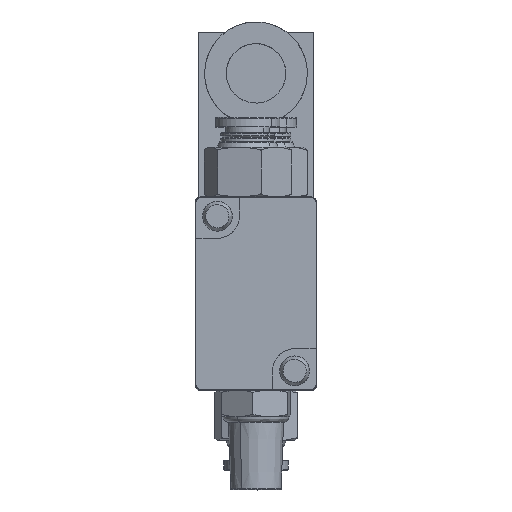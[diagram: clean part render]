
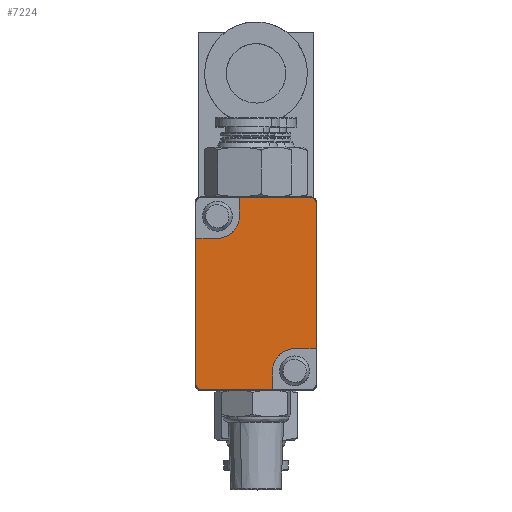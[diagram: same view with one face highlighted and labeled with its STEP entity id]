
A CAD part, top view. The second image highlights one B-rep face of the part: STEP entity #7224.
In plain terms, the highlighted planar face has unit normal (0, 0, 1).
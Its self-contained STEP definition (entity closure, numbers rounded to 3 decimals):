
#6520=CARTESIAN_POINT('Vertex',(9.9,17.4,31.7)) ;
#6524=CARTESIAN_POINT('Control Point',(10.9,16.4,31.7)) ;
#6525=CARTESIAN_POINT('Control Point',(10.9,16.793,31.7)) ;
#6526=CARTESIAN_POINT('Control Point',(10.69,17.19,31.7)) ;
#6527=CARTESIAN_POINT('Control Point',(10.293,17.4,31.7)) ;
#6528=CARTESIAN_POINT('Control Point',(9.9,17.4,31.7)) ;
#6529=CARTESIAN_POINT('Vertex',(10.9,16.4,31.7)) ;
#6549=CARTESIAN_POINT('Line Origine',(10.9,3.2,31.7)) ;
#6553=CARTESIAN_POINT('Vertex',(10.9,-10.,31.7)) ;
#6626=CARTESIAN_POINT('Vertex',(3.,-17.4,31.7)) ;
#6629=CARTESIAN_POINT('Line Origine',(-3.45,-17.4,31.7)) ;
#6633=CARTESIAN_POINT('Vertex',(-9.9,-17.4,31.7)) ;
#6655=CARTESIAN_POINT('Axis2P3D Location',(-9.9,-16.4,31.7)) ;
#6659=CARTESIAN_POINT('Vertex',(-10.9,-16.4,31.7)) ;
#6679=CARTESIAN_POINT('Line Origine',(-10.9,-3.2,31.7)) ;
#6683=CARTESIAN_POINT('Vertex',(-10.9,10.,31.7)) ;
#6754=CARTESIAN_POINT('Vertex',(-3.,17.4,31.7)) ;
#6757=CARTESIAN_POINT('Line Origine',(3.45,17.4,31.7)) ;
#7143=CARTESIAN_POINT('Axis2P3D Location',(0.,0.,31.7)) ;
#7148=CARTESIAN_POINT('Line Origine',(-3.,15.7,31.7)) ;
#7152=CARTESIAN_POINT('Vertex',(-3.,14.,31.7)) ;
#7156=CARTESIAN_POINT('Control Point',(-3.,14.,31.7)) ;
#7157=CARTESIAN_POINT('Control Point',(-3.,13.608,31.7)) ;
#7158=CARTESIAN_POINT('Control Point',(-3.048,13.216,31.7)) ;
#7159=CARTESIAN_POINT('Control Point',(-3.144,12.832,31.7)) ;
#7160=CARTESIAN_POINT('Control Point',(-3.428,12.095,31.7)) ;
#7161=CARTESIAN_POINT('Control Point',(-3.882,11.449,31.7)) ;
#7162=CARTESIAN_POINT('Control Point',(-4.147,11.155,31.7)) ;
#7163=CARTESIAN_POINT('Control Point',(-4.744,10.639,31.7)) ;
#7164=CARTESIAN_POINT('Control Point',(-5.449,10.282,31.7)) ;
#7165=CARTESIAN_POINT('Control Point',(-5.821,10.147,31.7)) ;
#7166=CARTESIAN_POINT('Control Point',(-6.286,10.042,31.7)) ;
#7167=CARTESIAN_POINT('Control Point',(-6.757,10.006,31.7)) ;
#7168=CARTESIAN_POINT('Control Point',(-6.838,10.002,31.7)) ;
#7169=CARTESIAN_POINT('Control Point',(-6.919,10.,31.7)) ;
#7170=CARTESIAN_POINT('Control Point',(-7.,10.,31.7)) ;
#7171=CARTESIAN_POINT('Vertex',(-7.,10.,31.7)) ;
#7174=CARTESIAN_POINT('Line Origine',(-8.95,10.,31.7)) ;
#7179=CARTESIAN_POINT('Line Origine',(3.,-15.7,31.7)) ;
#7183=CARTESIAN_POINT('Vertex',(3.,-14.,31.7)) ;
#7187=CARTESIAN_POINT('Control Point',(3.,-14.,31.7)) ;
#7188=CARTESIAN_POINT('Control Point',(3.,-13.608,31.7)) ;
#7189=CARTESIAN_POINT('Control Point',(3.048,-13.216,31.7)) ;
#7190=CARTESIAN_POINT('Control Point',(3.144,-12.832,31.7)) ;
#7191=CARTESIAN_POINT('Control Point',(3.428,-12.095,31.7)) ;
#7192=CARTESIAN_POINT('Control Point',(3.882,-11.449,31.7)) ;
#7193=CARTESIAN_POINT('Control Point',(4.147,-11.155,31.7)) ;
#7194=CARTESIAN_POINT('Control Point',(4.744,-10.639,31.7)) ;
#7195=CARTESIAN_POINT('Control Point',(5.449,-10.282,31.7)) ;
#7196=CARTESIAN_POINT('Control Point',(5.821,-10.147,31.7)) ;
#7197=CARTESIAN_POINT('Control Point',(6.286,-10.042,31.7)) ;
#7198=CARTESIAN_POINT('Control Point',(6.757,-10.006,31.7)) ;
#7199=CARTESIAN_POINT('Control Point',(6.838,-10.002,31.7)) ;
#7200=CARTESIAN_POINT('Control Point',(6.919,-10.,31.7)) ;
#7201=CARTESIAN_POINT('Control Point',(7.,-10.,31.7)) ;
#7202=CARTESIAN_POINT('Vertex',(7.,-10.,31.7)) ;
#7205=CARTESIAN_POINT('Line Origine',(8.95,-10.,31.7)) ;
#6550=DIRECTION('Vector Direction',(0.,-1.,0.)) ;
#6630=DIRECTION('Vector Direction',(-1.,0.,0.)) ;
#6656=DIRECTION('Axis2P3D Direction',(-0.,0.,-1.)) ;
#6680=DIRECTION('Vector Direction',(0.,1.,0.)) ;
#6758=DIRECTION('Vector Direction',(1.,0.,0.)) ;
#7144=DIRECTION('Axis2P3D Direction',(0.,0.,1.)) ;
#7145=DIRECTION('Axis2P3D XDirection',(1.,0.,-0.)) ;
#7149=DIRECTION('Vector Direction',(0.,-1.,0.)) ;
#7175=DIRECTION('Vector Direction',(-1.,0.,0.)) ;
#7180=DIRECTION('Vector Direction',(0.,1.,0.)) ;
#7206=DIRECTION('Vector Direction',(1.,0.,0.)) ;
#6657=AXIS2_PLACEMENT_3D('Circle Axis2P3D',#6655,#6656,$) ;
#7146=AXIS2_PLACEMENT_3D('Plane Axis2P3D',#7143,#7144,#7145) ;
#7211=ORIENTED_EDGE('',*,*,#6531,.T.) ;
#7212=ORIENTED_EDGE('',*,*,#6761,.F.) ;
#7213=ORIENTED_EDGE('',*,*,#7154,.T.) ;
#7214=ORIENTED_EDGE('',*,*,#7173,.T.) ;
#7215=ORIENTED_EDGE('',*,*,#7178,.T.) ;
#7216=ORIENTED_EDGE('',*,*,#6685,.F.) ;
#7217=ORIENTED_EDGE('',*,*,#6661,.T.) ;
#7218=ORIENTED_EDGE('',*,*,#6635,.F.) ;
#7219=ORIENTED_EDGE('',*,*,#7185,.T.) ;
#7220=ORIENTED_EDGE('',*,*,#7204,.T.) ;
#7221=ORIENTED_EDGE('',*,*,#7209,.T.) ;
#7222=ORIENTED_EDGE('',*,*,#6555,.F.) ;
#6551=VECTOR('Line Direction',#6550,1.) ;
#6631=VECTOR('Line Direction',#6630,1.) ;
#6681=VECTOR('Line Direction',#6680,1.) ;
#6759=VECTOR('Line Direction',#6758,1.) ;
#7150=VECTOR('Line Direction',#7149,1.) ;
#7176=VECTOR('Line Direction',#7175,1.) ;
#7181=VECTOR('Line Direction',#7180,1.) ;
#7207=VECTOR('Line Direction',#7206,1.) ;
#7224=ADVANCED_FACE('1',(#7223),#7147,.T.) ;
#6523=B_SPLINE_CURVE_WITH_KNOTS('',4,(#6524,#6525,#6526,#6527,#6528),.UNSPECIFIED.,.F.,.U.,(5,5),(-0.785,0.785),.UNSPECIFIED.) ;
#7155=B_SPLINE_CURVE_WITH_KNOTS('',5,(#7156,#7157,#7158,#7159,#7160,#7161,#7162,#7163,#7164,#7165,#7166,#7167,#7168,#7169,#7170),.UNSPECIFIED.,.F.,.U.,(6,3,3,3,6),(0.,2.771,5.543,8.314,8.886),.UNSPECIFIED.) ;
#7186=B_SPLINE_CURVE_WITH_KNOTS('',5,(#7187,#7188,#7189,#7190,#7191,#7192,#7193,#7194,#7195,#7196,#7197,#7198,#7199,#7200,#7201),.UNSPECIFIED.,.F.,.U.,(6,3,3,3,6),(0.,2.771,5.543,8.314,8.886),.UNSPECIFIED.) ;
#6658=CIRCLE('generated circle',#6657,1.) ;
#6531=EDGE_CURVE('',#6530,#6521,#6523,.T.) ;
#6555=EDGE_CURVE('',#6530,#6554,#6552,.T.) ;
#6635=EDGE_CURVE('',#6627,#6634,#6632,.T.) ;
#6661=EDGE_CURVE('',#6660,#6634,#6658,.F.) ;
#6685=EDGE_CURVE('',#6660,#6684,#6682,.T.) ;
#6761=EDGE_CURVE('',#6755,#6521,#6760,.T.) ;
#7154=EDGE_CURVE('',#6755,#7153,#7151,.T.) ;
#7173=EDGE_CURVE('',#7153,#7172,#7155,.T.) ;
#7178=EDGE_CURVE('',#7172,#6684,#7177,.T.) ;
#7185=EDGE_CURVE('',#6627,#7184,#7182,.T.) ;
#7204=EDGE_CURVE('',#7184,#7203,#7186,.T.) ;
#7209=EDGE_CURVE('',#7203,#6554,#7208,.T.) ;
#7210=EDGE_LOOP('',(#7211,#7212,#7213,#7214,#7215,#7216,#7217,#7218,#7219,#7220,#7221,#7222)) ;
#7223=FACE_OUTER_BOUND('',#7210,.T.) ;
#6552=LINE('Line',#6549,#6551) ;
#6632=LINE('Line',#6629,#6631) ;
#6682=LINE('Line',#6679,#6681) ;
#6760=LINE('Line',#6757,#6759) ;
#7151=LINE('Line',#7148,#7150) ;
#7177=LINE('Line',#7174,#7176) ;
#7182=LINE('Line',#7179,#7181) ;
#7208=LINE('Line',#7205,#7207) ;
#7147=PLANE('',#7146) ;
#6521=VERTEX_POINT('',#6520) ;
#6530=VERTEX_POINT('',#6529) ;
#6554=VERTEX_POINT('',#6553) ;
#6627=VERTEX_POINT('',#6626) ;
#6634=VERTEX_POINT('',#6633) ;
#6660=VERTEX_POINT('',#6659) ;
#6684=VERTEX_POINT('',#6683) ;
#6755=VERTEX_POINT('',#6754) ;
#7153=VERTEX_POINT('',#7152) ;
#7172=VERTEX_POINT('',#7171) ;
#7184=VERTEX_POINT('',#7183) ;
#7203=VERTEX_POINT('',#7202) ;
